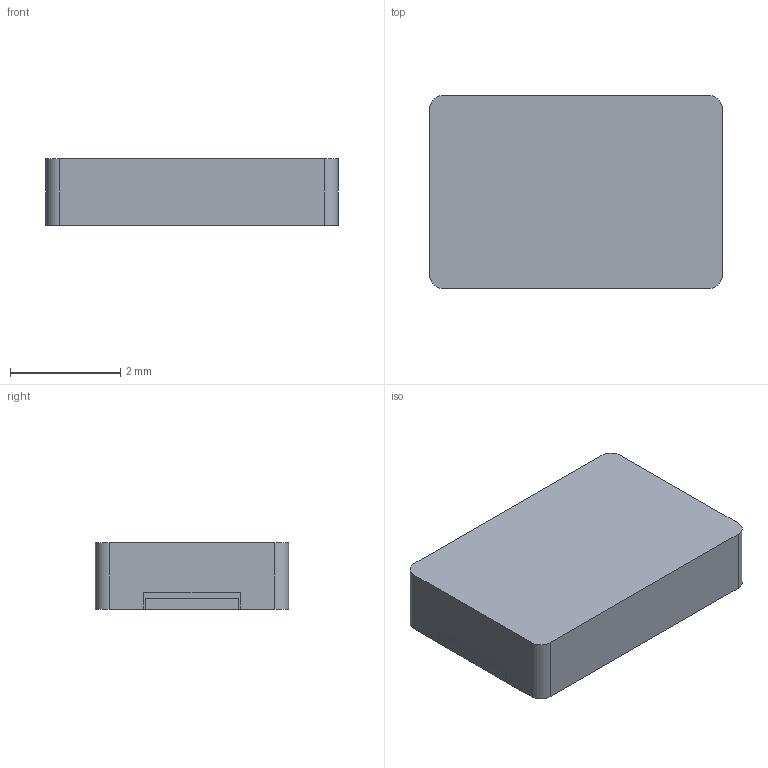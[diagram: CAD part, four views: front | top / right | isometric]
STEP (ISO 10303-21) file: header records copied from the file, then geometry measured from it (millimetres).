
FILE_DESCRIPTION(('FreeCAD Model'),'2;1');
FILE_NAME('Quarz_5x3_2mm_2pol.step', '2016-12-05T19:36:44',('Author'),(''), 'Open CASCADE STEP processor 6.8','FreeCAD','Unknown');
FILE_SCHEMA(('AUTOMOTIVE_DESIGN_CC2 { 1 2 10303 214 -1 1 5 4 }'));
Length unit declared in the file: millimetre
Products named in the file (2): ASSEMBLY; Quarz_5x3_2mm_2pol
Assembly tree (1 placements, depth 2):
  ASSEMBLY
    Quarz_5x3_2mm_2pol
Bounding box: 5.3 x 3.5 x 1.2 mm (x, y, z)
Volume: 22.2 mm3; surface area: 57.6 mm2
Topology: 1 solids, 1 shells, 18 faces, 56 edges, 40 vertices
Faces by surface type: plane 14, cylinder 4
Entity records: 1529 total; most frequent: CARTESIAN_POINT 252, DIRECTION 212, LINE 152, VECTOR 152, ORIENTED_EDGE 112, PCURVE 112, DEFINITIONAL_REPRESENTATION 112, EDGE_CURVE 56
